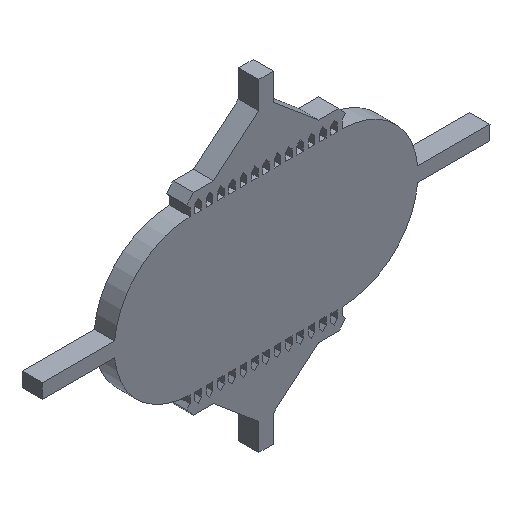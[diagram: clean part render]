
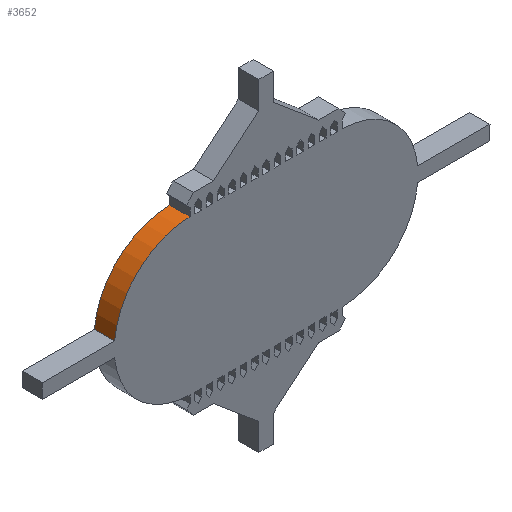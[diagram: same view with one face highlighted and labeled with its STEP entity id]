
A CAD part, isometric view. The second image highlights one B-rep face of the part: STEP entity #3652.
In plain terms, the highlighted cylindrical face has radius 1.6 mm (diameter 3.2 mm), a partial arc.
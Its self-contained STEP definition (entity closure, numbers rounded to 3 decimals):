
#26 = CYLINDRICAL_SURFACE ( 'NONE', #3633, 1.6 ) ;
#690 = EDGE_CURVE ( 'NONE', #5816, #2551, #2775, .T. ) ;
#751 = ORIENTED_EDGE ( 'NONE', *, *, #690, .F. ) ;
#996 = EDGE_CURVE ( 'NONE', #2050, #4259, #1360, .T. ) ;
#1204 = CARTESIAN_POINT ( 'NONE',  ( -1.577, 0., 1.6 ) ) ;
#1360 = CIRCLE ( 'NONE', #4316, 1.6 ) ;
#1512 = CARTESIAN_POINT ( 'NONE',  ( -1.577, 0.42, 1.6 ) ) ;
#1529 = EDGE_CURVE ( 'NONE', #2551, #4259, #1771, .T. ) ;
#1679 = CARTESIAN_POINT ( 'NONE',  ( -1.55, 0., 0. ) ) ;
#1771 = LINE ( 'NONE', #5881, #5384 ) ;
#1844 = EDGE_LOOP ( 'NONE', ( #4355, #751, #1902, #5205 ) ) ;
#1857 = CARTESIAN_POINT ( 'NONE',  ( -1.55, 0.42, 0. ) ) ;
#1898 = DIRECTION ( 'NONE',  ( 0., 1., 0. ) ) ;
#1902 = ORIENTED_EDGE ( 'NONE', *, *, #2939, .T. ) ;
#2050 = VERTEX_POINT ( 'NONE', #3267 ) ;
#2297 = DIRECTION ( 'NONE',  ( 0., 0., 1. ) ) ;
#2485 = LINE ( 'NONE', #3837, #3436 ) ;
#2551 = VERTEX_POINT ( 'NONE', #1512 ) ;
#2775 = CIRCLE ( 'NONE', #4120, 1.6 ) ;
#2939 = EDGE_CURVE ( 'NONE', #5816, #2050, #2485, .T. ) ;
#3118 = DIRECTION ( 'NONE',  ( 0., 1., 0. ) ) ;
#3159 = CARTESIAN_POINT ( 'NONE',  ( -3.143, 0.42, 0.15 ) ) ;
#3263 = DIRECTION ( 'NONE',  ( 0., -1., 0. ) ) ;
#3267 = CARTESIAN_POINT ( 'NONE',  ( -3.143, 0., 0.15 ) ) ;
#3436 = VECTOR ( 'NONE', #5673, 1000. ) ;
#3510 = DIRECTION ( 'NONE',  ( 0., 0., 1. ) ) ;
#3597 = DIRECTION ( 'NONE',  ( 0., -1., 0. ) ) ;
#3633 = AXIS2_PLACEMENT_3D ( 'NONE', #1857, #3263, #5519 ) ;
#3652 = ADVANCED_FACE ( 'NONE', ( #4138 ), #26, .T. ) ;
#3725 = CARTESIAN_POINT ( 'NONE',  ( -1.55, 0.42, 0. ) ) ;
#3837 = CARTESIAN_POINT ( 'NONE',  ( -3.143, 0.42, 0.15 ) ) ;
#4120 = AXIS2_PLACEMENT_3D ( 'NONE', #3725, #1898, #2297 ) ;
#4138 = FACE_OUTER_BOUND ( 'NONE', #1844, .T. ) ;
#4259 = VERTEX_POINT ( 'NONE', #1204 ) ;
#4316 = AXIS2_PLACEMENT_3D ( 'NONE', #1679, #3118, #3510 ) ;
#4355 = ORIENTED_EDGE ( 'NONE', *, *, #1529, .F. ) ;
#5205 = ORIENTED_EDGE ( 'NONE', *, *, #996, .T. ) ;
#5384 = VECTOR ( 'NONE', #3597, 1000. ) ;
#5519 = DIRECTION ( 'NONE',  ( 0., 0., -1. ) ) ;
#5673 = DIRECTION ( 'NONE',  ( 0., -1., 0. ) ) ;
#5816 = VERTEX_POINT ( 'NONE', #3159 ) ;
#5881 = CARTESIAN_POINT ( 'NONE',  ( -1.577, 0.42, 1.6 ) ) ;
